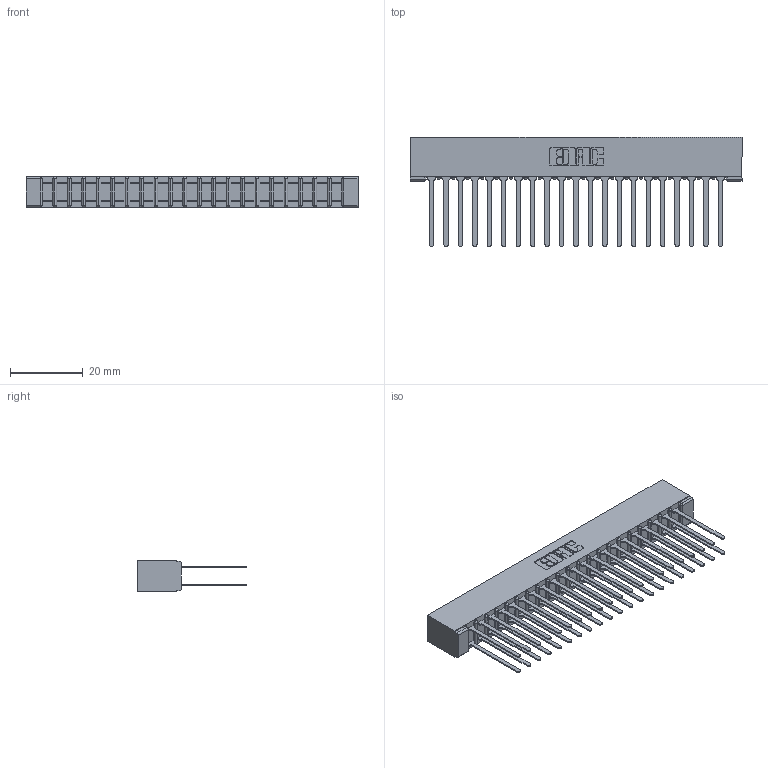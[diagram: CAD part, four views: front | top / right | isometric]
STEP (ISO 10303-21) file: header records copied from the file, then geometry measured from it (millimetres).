
FILE_DESCRIPTION (( 'STEP AP203' ), '1' );
FILE_NAME ('357-042-540-201.STEP', '2018-08-11T08:55:40', ( '' ), ( '' ), 'SwSTEP 2.0', 'SolidWorks 2016', '' );
FILE_SCHEMA (( 'CONFIG_CONTROL_DESIGN' ));
Length unit declared in the file: inch
Products named in the file (3): 307 Part_No Mounting Lugs; 307-290-001_540; 357-042-540-201
Assembly tree (43 placements, depth 2):
  357-042-540-201
    307 Part_No Mounting Lugs
    307-290-001_540  x42
Bounding box: 91.08 x 30 x 8.71 mm (x, y, z)
Volume: 6425.6 mm3; surface area: 13105.9 mm2
Topology: 43 solids, 43 shells, 2064 faces, 5759 edges, 3722 vertices
Faces by surface type: plane 1368, cylinder 652, sphere 44
Entity records: 20954 total; most frequent: CARTESIAN_POINT 3429, ORIENTED_EDGE 3394, DIRECTION 3367, EDGE_CURVE 1697, LINE 1295, VECTOR 1295, VERTEX_POINT 1098, AXIS2_PLACEMENT_3D 1036
